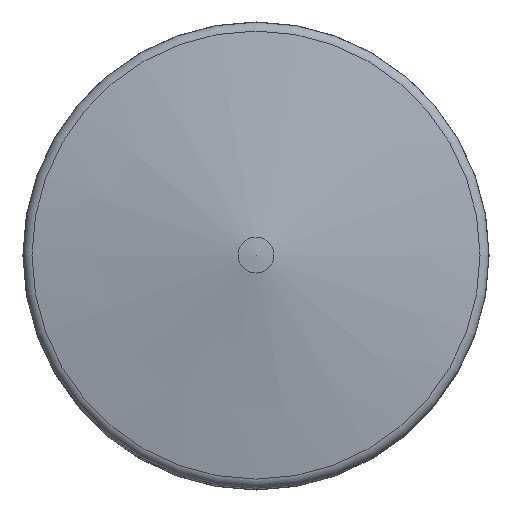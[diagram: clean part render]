
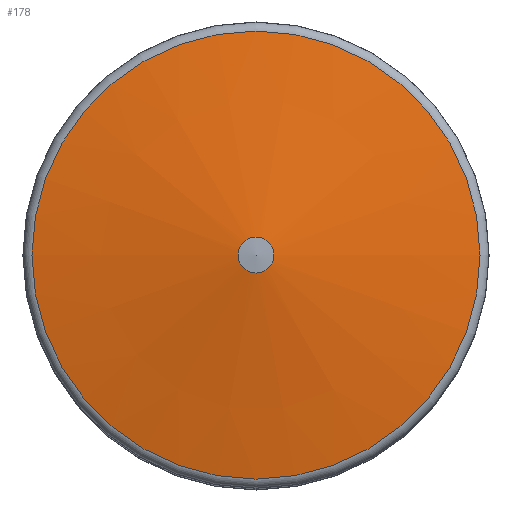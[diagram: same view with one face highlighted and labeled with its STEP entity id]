
A CAD part, top view. The second image highlights one B-rep face of the part: STEP entity #178.
In plain terms, the highlighted conical face has half-angle 80.538 degrees and reference radius 21.5 mm.
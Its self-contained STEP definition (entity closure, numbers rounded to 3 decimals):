
#29=CONICAL_SURFACE('',#220,21.5,1.406);
#48=ORIENTED_EDGE('',*,*,#77,.T.);
#49=ORIENTED_EDGE('',*,*,#78,.F.);
#77=EDGE_CURVE('',#92,#92,#107,.T.);
#78=EDGE_CURVE('',#93,#93,#108,.T.);
#92=VERTEX_POINT('',#331);
#93=VERTEX_POINT('',#333);
#107=CIRCLE('',#221,20.514);
#108=CIRCLE('',#222,1.644);
#123=EDGE_LOOP('',(#48));
#124=EDGE_LOOP('',(#49));
#153=FACE_BOUND('',#123,.T.);
#154=FACE_BOUND('',#124,.T.);
#178=ADVANCED_FACE('',(#153,#154),#29,.T.);
#220=AXIS2_PLACEMENT_3D('',#329,#273,#274);
#221=AXIS2_PLACEMENT_3D('',#330,#275,#276);
#222=AXIS2_PLACEMENT_3D('',#332,#277,#278);
#273=DIRECTION('',(0.,0.,-1.));
#274=DIRECTION('',(-1.,0.,0.));
#275=DIRECTION('',(0.,0.,1.));
#276=DIRECTION('',(1.,0.,0.));
#277=DIRECTION('',(0.,0.,1.));
#278=DIRECTION('',(1.,0.,0.));
#329=CARTESIAN_POINT('',(0.,0.,68.055));
#330=CARTESIAN_POINT('',(0.,0.,68.219));
#331=CARTESIAN_POINT('',(20.514,0.,68.219));
#332=CARTESIAN_POINT('',(0.,0.,71.364));
#333=CARTESIAN_POINT('',(1.644,0.,71.364));
